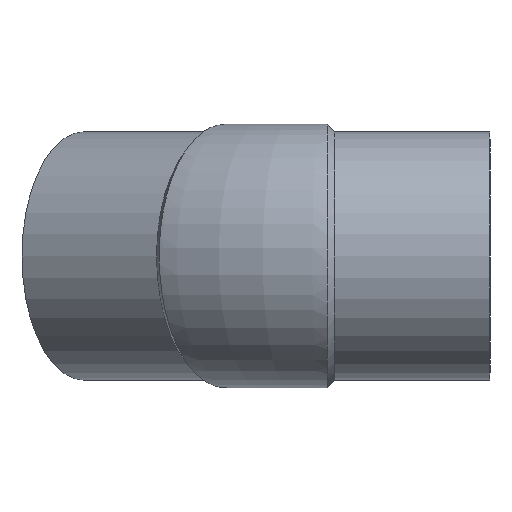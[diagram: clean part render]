
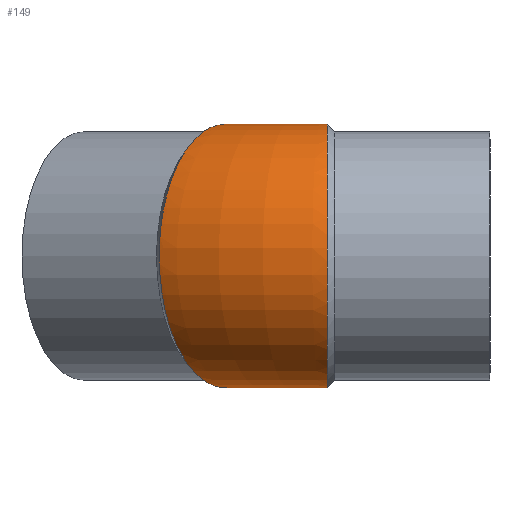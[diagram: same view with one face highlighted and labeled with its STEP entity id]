
A CAD part, left-side view. The second image highlights one B-rep face of the part: STEP entity #149.
In plain terms, the highlighted toroidal (fillet/blend) face has major radius 186.602 mm and minor radius 105.95 mm.
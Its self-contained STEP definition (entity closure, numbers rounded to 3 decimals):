
#23=TOROIDAL_SURFACE('',#179,186.603,105.95);
#27=FACE_OUTER_BOUND('',#37,.T.);
#37=EDGE_LOOP('',(#113,#114,#115,#116));
#49=CIRCLE('',#180,80.653);
#59=B_SPLINE_CURVE_WITH_KNOTS('',3,(#337,#338,#339,#340,#341,#342,#343,
#344,#345,#346,#347,#348,#349,#350,#351,#352,#353,#354,#355,#356,#357,#358),
 .UNSPECIFIED.,.T.,.F.,(4,1,1,1,1,1,1,1,1,1,1,1,1,1,1,1,1,1,1,4),(-6.283,
-5.834,-5.386,-5.086,-4.787,
-4.488,-4.189,-3.89,-3.59,
-3.291,-2.992,-2.693,-2.394,
-2.094,-1.795,-1.496,-1.197,
-0.898,-0.449,0.),.UNSPECIFIED.);
#60=B_SPLINE_CURVE_WITH_KNOTS('',3,(#451,#452,#453,#454,#455,#456,#457,
#458,#459,#460,#461,#462,#463,#464,#465,#466,#467,#468,#469,#470,#471,#472),
 .UNSPECIFIED.,.T.,.F.,(4,1,1,1,1,1,1,1,1,1,1,1,1,1,1,1,1,1,1,4),(0.,0.449,
0.898,1.197,1.496,1.795,2.094,
2.394,2.693,2.992,3.291,3.59,
3.89,4.189,4.488,4.787,5.086,
5.386,5.834,6.283),.UNSPECIFIED.);
#74=VERTEX_POINT('',#335);
#76=VERTEX_POINT('',#449);
#86=EDGE_CURVE('',#74,#74,#59,.T.);
#89=EDGE_CURVE('',#76,#76,#60,.T.);
#91=EDGE_CURVE('',#74,#76,#49,.T.);
#113=ORIENTED_EDGE('',*,*,#86,.F.);
#114=ORIENTED_EDGE('',*,*,#91,.T.);
#115=ORIENTED_EDGE('',*,*,#89,.F.);
#116=ORIENTED_EDGE('',*,*,#91,.F.);
#149=ADVANCED_FACE('',(#27),#23,.T.);
#179=AXIS2_PLACEMENT_3D('',#474,#205,#206);
#180=AXIS2_PLACEMENT_3D('',#475,#207,#208);
#205=DIRECTION('center_axis',(0.,0.,-1.));
#206=DIRECTION('ref_axis',(-1.,0.,0.));
#207=DIRECTION('center_axis',(0.,0.,1.));
#208=DIRECTION('ref_axis',(-1.,0.,0.));
#335=CARTESIAN_POINT('',(113.972,160.067,0.));
#337=CARTESIAN_POINT('Ctrl Pts',(113.972,160.067,0.));
#338=CARTESIAN_POINT('Ctrl Pts',(113.972,160.067,-15.883));
#339=CARTESIAN_POINT('Ctrl Pts',(107.667,163.706,-47.64));
#340=CARTESIAN_POINT('Ctrl Pts',(84.16,177.275,-81.501));
#341=CARTESIAN_POINT('Ctrl Pts',(56.059,193.499,-100.148));
#342=CARTESIAN_POINT('Ctrl Pts',(28.984,209.131,-107.249));
#343=CARTESIAN_POINT('Ctrl Pts',(1.302,225.113,-104.828));
#344=CARTESIAN_POINT('Ctrl Pts',(-24.527,240.026,-93.102));
#345=CARTESIAN_POINT('Ctrl Pts',(-46.216,252.548,-73.113));
#346=CARTESIAN_POINT('Ctrl Pts',(-61.841,261.569,-46.636));
#347=CARTESIAN_POINT('Ctrl Pts',(-70.019,266.29,-16.019));
#348=CARTESIAN_POINT('Ctrl Pts',(-70.016,266.289,16.019));
#349=CARTESIAN_POINT('Ctrl Pts',(-61.844,261.57,46.637));
#350=CARTESIAN_POINT('Ctrl Pts',(-46.216,252.548,73.113));
#351=CARTESIAN_POINT('Ctrl Pts',(-24.527,240.025,93.101));
#352=CARTESIAN_POINT('Ctrl Pts',(1.302,225.113,104.826));
#353=CARTESIAN_POINT('Ctrl Pts',(28.984,209.13,107.252));
#354=CARTESIAN_POINT('Ctrl Pts',(56.059,193.499,100.146));
#355=CARTESIAN_POINT('Ctrl Pts',(84.16,177.276,81.502));
#356=CARTESIAN_POINT('Ctrl Pts',(107.667,163.706,47.64));
#357=CARTESIAN_POINT('Ctrl Pts',(113.972,160.067,15.883));
#358=CARTESIAN_POINT('Ctrl Pts',(113.972,160.067,0.));
#449=CARTESIAN_POINT('',(106.169,130.946,0.));
#451=CARTESIAN_POINT('Ctrl Pts',(106.169,130.946,0.));
#452=CARTESIAN_POINT('Ctrl Pts',(106.169,130.946,15.883));
#453=CARTESIAN_POINT('Ctrl Pts',(98.89,130.947,47.64));
#454=CARTESIAN_POINT('Ctrl Pts',(71.747,130.949,81.501));
#455=CARTESIAN_POINT('Ctrl Pts',(39.299,130.95,100.148));
#456=CARTESIAN_POINT('Ctrl Pts',(8.035,130.95,107.249));
#457=CARTESIAN_POINT('Ctrl Pts',(-23.929,130.95,104.828));
#458=CARTESIAN_POINT('Ctrl Pts',(-53.754,130.95,93.102));
#459=CARTESIAN_POINT('Ctrl Pts',(-78.798,130.95,73.113));
#460=CARTESIAN_POINT('Ctrl Pts',(-96.841,130.95,46.636));
#461=CARTESIAN_POINT('Ctrl Pts',(-106.283,130.95,16.019));
#462=CARTESIAN_POINT('Ctrl Pts',(-106.28,130.95,-16.019));
#463=CARTESIAN_POINT('Ctrl Pts',(-96.844,130.95,-46.637));
#464=CARTESIAN_POINT('Ctrl Pts',(-78.797,130.95,-73.112));
#465=CARTESIAN_POINT('Ctrl Pts',(-53.755,130.95,-93.103));
#466=CARTESIAN_POINT('Ctrl Pts',(-23.929,130.95,-104.825));
#467=CARTESIAN_POINT('Ctrl Pts',(8.036,130.95,-107.252));
#468=CARTESIAN_POINT('Ctrl Pts',(39.299,130.95,-100.146));
#469=CARTESIAN_POINT('Ctrl Pts',(71.747,130.949,-81.502));
#470=CARTESIAN_POINT('Ctrl Pts',(98.89,130.947,-47.64));
#471=CARTESIAN_POINT('Ctrl Pts',(106.169,130.946,-15.883));
#472=CARTESIAN_POINT('Ctrl Pts',(106.169,130.946,0.));
#474=CARTESIAN_POINT('Origin',(186.603,125.,0.));
#475=CARTESIAN_POINT('Origin',(186.603,125.,0.));
